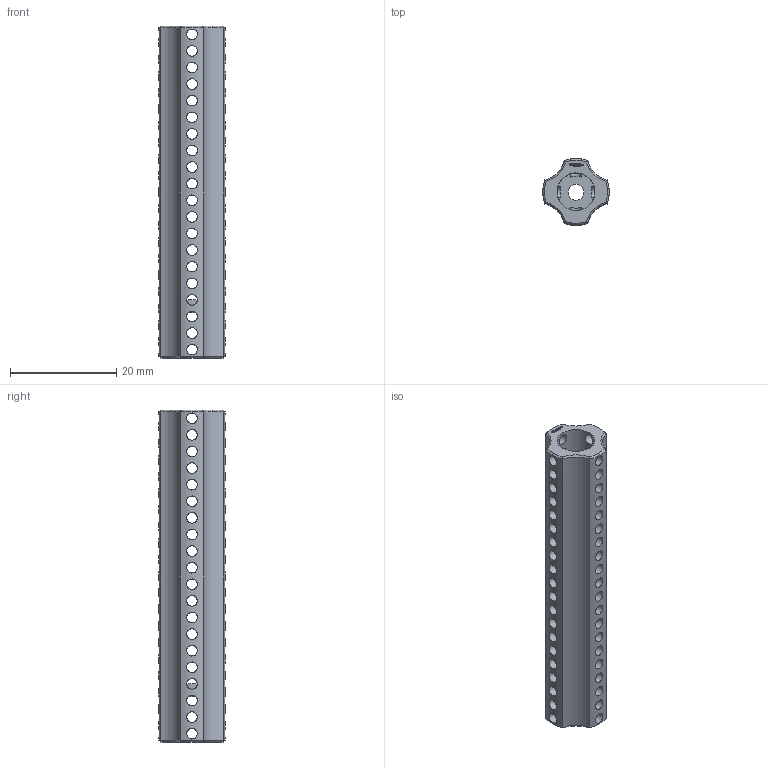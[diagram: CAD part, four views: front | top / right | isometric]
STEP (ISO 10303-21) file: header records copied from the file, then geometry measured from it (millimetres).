
FILE_DESCRIPTION(('FreeCAD Model'),'2;1');
FILE_NAME('Open CASCADE Shape Model','2024-02-18T14:30:41',(''),(''), 'Open CASCADE STEP processor 7.6','FreeCAD','Unknown');
FILE_SCHEMA(('AUTOMOTIVE_DESIGN { 1 0 10303 214 1 1 1 1 }'));
Length unit declared in the file: millimetre
Products named in the file (1): Power-Transmission Hub PLN IDX FRE TTMotor BU05.00 - SPN-PTH-0255 
(stemfie.org)
Bounding box: 12.5 x 12.5 x 62.5 mm (x, y, z)
Volume: 3621.3 mm3; surface area: 4929.7 mm2
Topology: 1 solids, 1 shells, 593 faces, 1786 edges, 1198 vertices
Faces by surface type: plane 319, extrusion 152, cylinder 100, cone 22
Full cylindrical faces by diameter (mm): 2 x80, 3 x1, 7.1 x1
Entity records: 69411 total; most frequent: CARTESIAN_POINT 36151, DIRECTION 5040, VECTOR 3932, LINE 3780, ORIENTED_EDGE 3572, PCURVE 3572, DEFINITIONAL_REPRESENTATION 3572, EDGE_CURVE 1786
